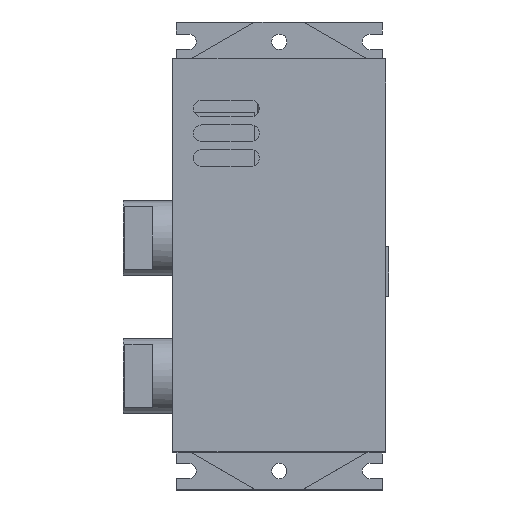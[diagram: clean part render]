
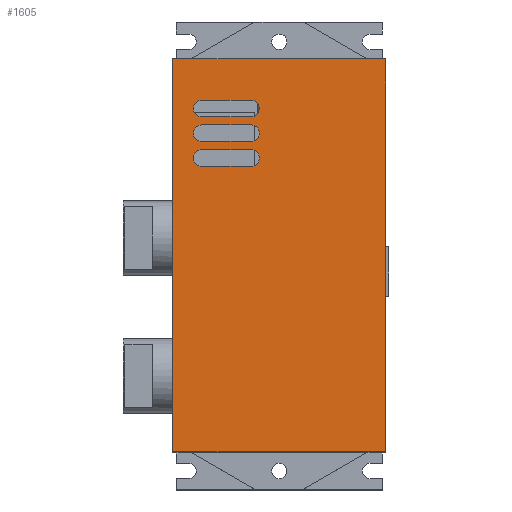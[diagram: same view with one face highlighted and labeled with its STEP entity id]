
A CAD part, top view. The second image highlights one B-rep face of the part: STEP entity #1605.
In plain terms, the highlighted planar face has unit normal (0, 0, 1).
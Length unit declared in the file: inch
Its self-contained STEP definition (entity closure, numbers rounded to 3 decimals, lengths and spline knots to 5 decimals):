
#1605=ADVANCED_FACE('',(#2400,#2401,#2402,#2403),#2404,.T.);
#2400=FACE_BOUND('',#3217,.T.);
#2401=FACE_BOUND('',#3218,.T.);
#2402=FACE_OUTER_BOUND('',#3219,.T.);
#2403=FACE_BOUND('',#3220,.T.);
#2404=PLANE('',#3221);
#3217=EDGE_LOOP('',(#5654,#5655,#5656,#5657));
#3218=EDGE_LOOP('',(#5658,#5659,#5660,#5661));
#3219=EDGE_LOOP('',(#5662,#5663,#5664,#5665));
#3220=EDGE_LOOP('',(#5666,#5667,#5668,#5669));
#3221=AXIS2_PLACEMENT_3D('',#5670,#5671,#5672);
#5654=ORIENTED_EDGE('',*,*,#6499,.T.);
#5655=ORIENTED_EDGE('',*,*,#6532,.T.);
#5656=ORIENTED_EDGE('',*,*,#6501,.T.);
#5657=ORIENTED_EDGE('',*,*,#6505,.T.);
#5658=ORIENTED_EDGE('',*,*,#6520,.T.);
#5659=ORIENTED_EDGE('',*,*,#6533,.T.);
#5660=ORIENTED_EDGE('',*,*,#6522,.T.);
#5661=ORIENTED_EDGE('',*,*,#6525,.T.);
#5662=ORIENTED_EDGE('',*,*,#6534,.T.);
#5663=ORIENTED_EDGE('',*,*,#6535,.T.);
#5664=ORIENTED_EDGE('',*,*,#6492,.T.);
#5665=ORIENTED_EDGE('',*,*,#6434,.T.);
#5666=ORIENTED_EDGE('',*,*,#6526,.T.);
#5667=ORIENTED_EDGE('',*,*,#6536,.T.);
#5668=ORIENTED_EDGE('',*,*,#6529,.T.);
#5669=ORIENTED_EDGE('',*,*,#6537,.T.);
#5670=CARTESIAN_POINT('',(0.97,2.07,1.183));
#5671=DIRECTION('',(0.0,0.0,1.0));
#5672=DIRECTION('',(1.0,0.0,0.0));
#6434=EDGE_CURVE('',#7639,#7637,#7640,.T.);
#6492=EDGE_CURVE('',#7737,#7639,#7741,.T.);
#6499=EDGE_CURVE('',#7753,#7751,#7754,.T.);
#6501=EDGE_CURVE('',#7756,#7757,#7758,.T.);
#6505=EDGE_CURVE('',#7757,#7753,#7764,.T.);
#6520=EDGE_CURVE('',#7790,#7788,#7791,.T.);
#6522=EDGE_CURVE('',#7793,#7794,#7795,.T.);
#6525=EDGE_CURVE('',#7794,#7790,#7798,.T.);
#6526=EDGE_CURVE('',#7799,#7800,#7801,.T.);
#6529=EDGE_CURVE('',#7804,#7805,#7806,.T.);
#6532=EDGE_CURVE('',#7751,#7756,#7809,.T.);
#6533=EDGE_CURVE('',#7788,#7793,#7810,.T.);
#6534=EDGE_CURVE('',#7637,#7811,#7812,.T.);
#6535=EDGE_CURVE('',#7811,#7737,#7813,.T.);
#6536=EDGE_CURVE('',#7800,#7804,#7814,.T.);
#6537=EDGE_CURVE('',#7805,#7799,#7815,.T.);
#7637=VERTEX_POINT('',#9519);
#7639=VERTEX_POINT('',#9522);
#7640=LINE('',#9523,#9524);
#7737=VERTEX_POINT('',#9662);
#7741=LINE('',#9668,#9669);
#7751=VERTEX_POINT('',#9680);
#7753=VERTEX_POINT('',#9683);
#7754=LINE('',#9684,#9685);
#7756=VERTEX_POINT('',#9688);
#7757=VERTEX_POINT('',#9689);
#7758=LINE('',#9690,#9691);
#7764=CIRCLE('',#9700,0.1);
#7788=VERTEX_POINT('',#9731);
#7790=VERTEX_POINT('',#9734);
#7791=LINE('',#9735,#9736);
#7793=VERTEX_POINT('',#9739);
#7794=VERTEX_POINT('',#9740);
#7795=LINE('',#9741,#9742);
#7798=CIRCLE('',#9747,0.1);
#7799=VERTEX_POINT('',#9748);
#7800=VERTEX_POINT('',#9749);
#7801=LINE('',#9750,#9751);
#7804=VERTEX_POINT('',#9756);
#7805=VERTEX_POINT('',#9757);
#7806=LINE('',#9758,#9759);
#7809=CIRCLE('',#9764,0.1);
#7810=CIRCLE('',#9765,0.1);
#7811=VERTEX_POINT('',#9766);
#7812=LINE('',#9767,#9768);
#7813=LINE('',#9769,#9770);
#7814=CIRCLE('',#9771,0.1);
#7815=CIRCLE('',#9772,0.1);
#9519=CARTESIAN_POINT('',(2.26,-0.31,1.183));
#9522=CARTESIAN_POINT('',(-0.32,-0.31,1.183));
#9523=CARTESIAN_POINT('',(0.97,-0.31,1.183));
#9524=VECTOR('',#10654,1.0);
#9662=CARTESIAN_POINT('',(-0.32,4.45,1.183));
#9668=CARTESIAN_POINT('',(-0.32,2.07,1.183));
#9669=VECTOR('',#10740,1.0);
#9680=CARTESIAN_POINT('',(0.03,3.75,1.183));
#9683=CARTESIAN_POINT('',(0.63,3.75,1.183));
#9684=CARTESIAN_POINT('',(0.65,3.75,1.183));
#9685=VECTOR('',#10755,1.0);
#9688=CARTESIAN_POINT('',(0.03,3.95,1.183));
#9689=CARTESIAN_POINT('',(0.63,3.95,1.183));
#9690=CARTESIAN_POINT('',(0.65,3.95,1.183));
#9691=VECTOR('',#10757,1.0);
#9700=AXIS2_PLACEMENT_3D('',#10761,#10762,#10763);
#9731=CARTESIAN_POINT('',(0.03,3.45,1.183));
#9734=CARTESIAN_POINT('',(0.63,3.45,1.183));
#9735=CARTESIAN_POINT('',(0.65,3.45,1.183));
#9736=VECTOR('',#10790,1.0);
#9739=CARTESIAN_POINT('',(0.03,3.65,1.183));
#9740=CARTESIAN_POINT('',(0.63,3.65,1.183));
#9741=CARTESIAN_POINT('',(0.65,3.65,1.183));
#9742=VECTOR('',#10792,1.0);
#9747=AXIS2_PLACEMENT_3D('',#10795,#10796,#10797);
#9748=CARTESIAN_POINT('',(0.63,3.15,1.183));
#9749=CARTESIAN_POINT('',(0.03,3.15,1.183));
#9750=CARTESIAN_POINT('',(0.65,3.15,1.183));
#9751=VECTOR('',#10798,1.0);
#9756=CARTESIAN_POINT('',(0.03,3.35,1.183));
#9757=CARTESIAN_POINT('',(0.63,3.35,1.183));
#9758=CARTESIAN_POINT('',(0.65,3.35,1.183));
#9759=VECTOR('',#10801,1.0);
#9764=AXIS2_PLACEMENT_3D('',#10804,#10805,#10806);
#9765=AXIS2_PLACEMENT_3D('',#10807,#10808,#10809);
#9766=CARTESIAN_POINT('',(2.26,4.45,1.183));
#9767=CARTESIAN_POINT('',(2.26,2.07,1.183));
#9768=VECTOR('',#10810,1.0);
#9769=CARTESIAN_POINT('',(0.97,4.45,1.183));
#9770=VECTOR('',#10811,1.0);
#9771=AXIS2_PLACEMENT_3D('',#10812,#10813,#10814);
#9772=AXIS2_PLACEMENT_3D('',#10815,#10816,#10817);
#10654=DIRECTION('',(1.0,0.0,0.0));
#10740=DIRECTION('',(0.0,-1.0,0.0));
#10755=DIRECTION('',(-1.0,0.0,0.0));
#10757=DIRECTION('',(1.0,0.0,0.0));
#10761=CARTESIAN_POINT('',(0.63,3.85,1.183));
#10762=DIRECTION('',(0.0,0.0,-1.0));
#10763=DIRECTION('',(1.0,0.0,0.0));
#10790=DIRECTION('',(-1.0,0.0,0.0));
#10792=DIRECTION('',(1.0,0.0,0.0));
#10795=CARTESIAN_POINT('',(0.63,3.55,1.183));
#10796=DIRECTION('',(0.0,0.0,-1.0));
#10797=DIRECTION('',(1.0,0.0,0.0));
#10798=DIRECTION('',(-1.0,0.0,0.0));
#10801=DIRECTION('',(1.0,0.0,0.0));
#10804=CARTESIAN_POINT('',(0.03,3.85,1.183));
#10805=DIRECTION('',(0.0,0.0,-1.0));
#10806=DIRECTION('',(1.0,0.0,0.0));
#10807=CARTESIAN_POINT('',(0.03,3.55,1.183));
#10808=DIRECTION('',(0.0,0.0,-1.0));
#10809=DIRECTION('',(1.0,0.0,0.0));
#10810=DIRECTION('',(0.0,1.0,0.0));
#10811=DIRECTION('',(-1.0,0.0,0.0));
#10812=CARTESIAN_POINT('',(0.03,3.25,1.183));
#10813=DIRECTION('',(0.0,0.0,-1.0));
#10814=DIRECTION('',(1.0,0.0,0.0));
#10815=CARTESIAN_POINT('',(0.63,3.25,1.183));
#10816=DIRECTION('',(0.0,0.0,-1.0));
#10817=DIRECTION('',(1.0,0.0,0.0));
